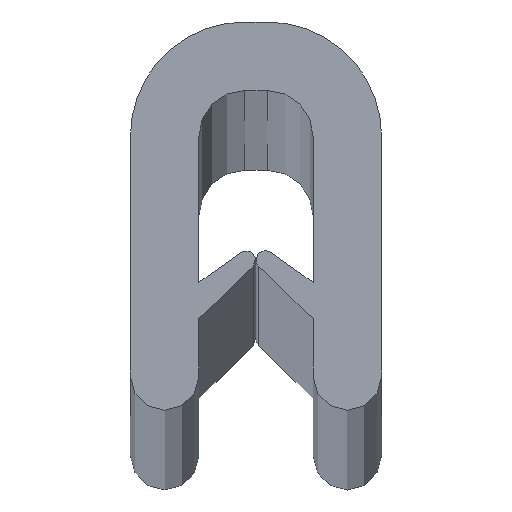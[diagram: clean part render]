
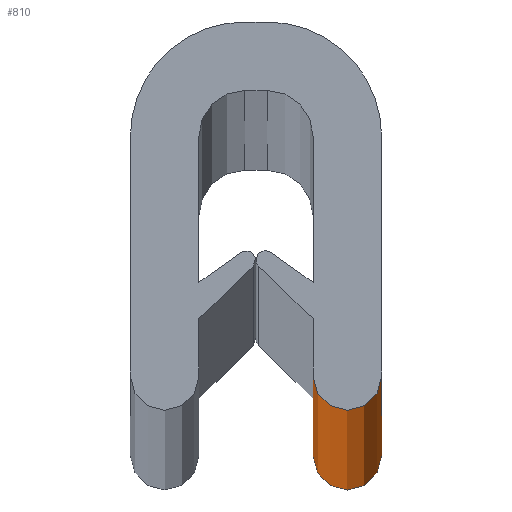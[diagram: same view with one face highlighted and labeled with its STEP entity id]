
A CAD part, top view. The second image highlights one B-rep face of the part: STEP entity #810.
In plain terms, the highlighted cylindrical face has radius 0.75 mm (diameter 1.5 mm), a partial arc.
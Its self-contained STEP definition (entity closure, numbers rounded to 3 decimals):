
#12 = AXIS2_PLACEMENT_3D ( 'NONE', #671, #672, #673 ) ;
#51 = CARTESIAN_POINT ( 'NONE',  ( 2., -7.75, 1000. ) ) ;
#52 = DIRECTION ( 'NONE',  ( 0., 0., -1. ) ) ;
#53 = DIRECTION ( 'NONE',  ( -1., 0., 0. ) ) ;
#72 = EDGE_CURVE ( 'NONE', #598, #600, #806, .T. ) ;
#136 = ORIENTED_EDGE ( 'NONE', *, *, #704, .T. ) ;
#138 = ORIENTED_EDGE ( 'NONE', *, *, #72, .F. ) ;
#153 = VECTOR ( 'NONE', #493, 1000. ) ;
#306 = CARTESIAN_POINT ( 'NONE',  ( 1.25, -7.75, 0. ) ) ;
#308 = CARTESIAN_POINT ( 'NONE',  ( 1.25, -7.75, 1000. ) ) ;
#309 = CARTESIAN_POINT ( 'NONE',  ( 2.75, -7.75, 0. ) ) ;
#310 = CARTESIAN_POINT ( 'NONE',  ( 2.75, -7.75, 1000. ) ) ;
#467 = LINE ( 'NONE', #468, #552 ) ;
#468 = CARTESIAN_POINT ( 'NONE',  ( 1.25, -7.75, 1000. ) ) ;
#469 = DIRECTION ( 'NONE',  ( 0., 0., -1. ) ) ;
#472 = CARTESIAN_POINT ( 'NONE',  ( 2., -7.75, 0. ) ) ;
#473 = DIRECTION ( 'NONE',  ( 0., 0., 1. ) ) ;
#474 = DIRECTION ( 'NONE',  ( 1., 0., 0. ) ) ;
#491 = LINE ( 'NONE', #492, #153 ) ;
#492 = CARTESIAN_POINT ( 'NONE',  ( 2.75, -7.75, 1000. ) ) ;
#493 = DIRECTION ( 'NONE',  ( 0., 0., -1. ) ) ;
#549 = AXIS2_PLACEMENT_3D ( 'NONE', #472, #473, #474 ) ;
#552 = VECTOR ( 'NONE', #469, 1000. ) ;
#580 = VERTEX_POINT ( 'NONE', #306 ) ;
#583 = EDGE_LOOP ( 'NONE', ( #606, #605, #138, #136 ) ) ;
#598 = VERTEX_POINT ( 'NONE', #308 ) ;
#599 = VERTEX_POINT ( 'NONE', #309 ) ;
#600 = VERTEX_POINT ( 'NONE', #310 ) ;
#605 = ORIENTED_EDGE ( 'NONE', *, *, #712, .F. ) ;
#606 = ORIENTED_EDGE ( 'NONE', *, *, #706, .T. ) ;
#671 = CARTESIAN_POINT ( 'NONE',  ( 2., -7.75, 1000. ) ) ;
#672 = DIRECTION ( 'NONE',  ( 0., 0., 1. ) ) ;
#673 = DIRECTION ( 'NONE',  ( 1., 0., 0. ) ) ;
#704 = EDGE_CURVE ( 'NONE', #598, #580, #467, .T. ) ;
#706 = EDGE_CURVE ( 'NONE', #580, #599, #727, .T. ) ;
#712 = EDGE_CURVE ( 'NONE', #600, #599, #491, .T. ) ;
#727 = CIRCLE ( 'NONE', #549, 0.75 ) ;
#806 = CIRCLE ( 'NONE', #12, 0.75 ) ;
#810 = ADVANCED_FACE ( 'NONE', ( #814 ), #815, .T. ) ;
#812 = AXIS2_PLACEMENT_3D ( 'NONE', #51, #52, #53 ) ;
#814 = FACE_OUTER_BOUND ( 'NONE', #583, .T. ) ;
#815 = CYLINDRICAL_SURFACE ( 'NONE', #812, 0.75 ) ;
